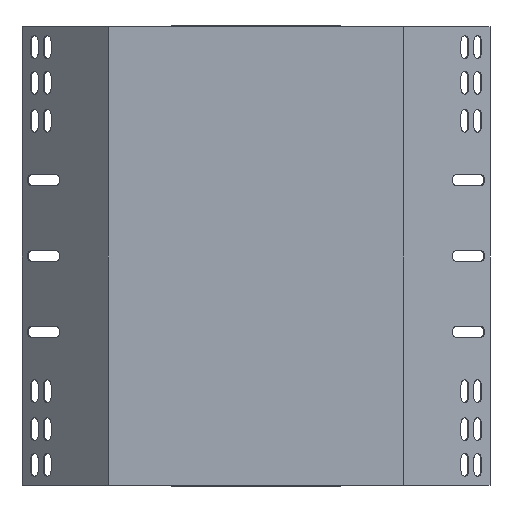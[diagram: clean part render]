
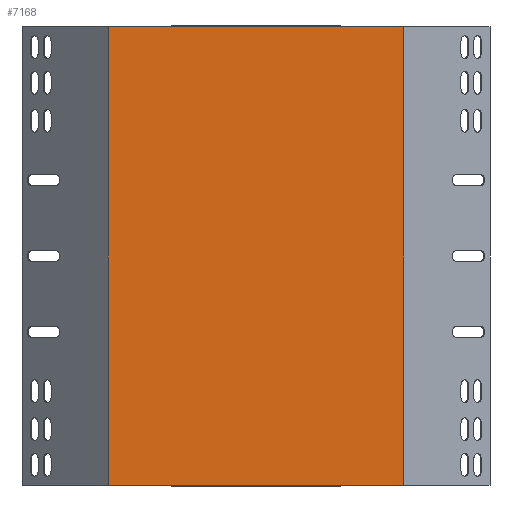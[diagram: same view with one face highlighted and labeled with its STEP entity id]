
A CAD part, front view. The second image highlights one B-rep face of the part: STEP entity #7168.
In plain terms, the highlighted planar face has unit normal (0, -1, 0).
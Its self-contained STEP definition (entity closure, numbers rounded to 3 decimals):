
#150 = VERTEX_POINT ( 'NONE', #8675 ) ;
#173 = ORIENTED_EDGE ( 'NONE', *, *, #2340, .F. ) ;
#327 = ORIENTED_EDGE ( 'NONE', *, *, #8073, .T. ) ;
#456 = EDGE_CURVE ( 'NONE', #150, #7094, #1420, .T. ) ;
#583 = FACE_OUTER_BOUND ( 'NONE', #4780, .T. ) ;
#1354 = CARTESIAN_POINT ( 'NONE',  ( -119.249, -23.927, -175.612 ) ) ;
#1383 = VECTOR ( 'NONE', #7936, 1000. ) ;
#1393 = DIRECTION ( 'NONE',  ( 0., 0., 1. ) ) ;
#1420 = LINE ( 'NONE', #7965, #1383 ) ;
#1828 = CARTESIAN_POINT ( 'NONE',  ( -119.249, -23.927, -175.8 ) ) ;
#2340 = EDGE_CURVE ( 'NONE', #6265, #150, #8054, .T. ) ;
#3939 = EDGE_CURVE ( 'NONE', #7854, #7094, #4508, .T. ) ;
#4043 = DIRECTION ( 'NONE',  ( 0., 0., 1. ) ) ;
#4213 = CARTESIAN_POINT ( 'NONE',  ( 75.013, -23.927, -175.612 ) ) ;
#4508 = LINE ( 'NONE', #4213, #4522 ) ;
#4522 = VECTOR ( 'NONE', #4043, 1000. ) ;
#4780 = EDGE_LOOP ( 'NONE', ( #327, #6156, #7596, #173 ) ) ;
#5053 = VECTOR ( 'NONE', #6666, 1000. ) ;
#5062 = LINE ( 'NONE', #6592, #5053 ) ;
#6003 = CARTESIAN_POINT ( 'NONE',  ( 75.013, -23.927, -175.8 ) ) ;
#6156 = ORIENTED_EDGE ( 'NONE', *, *, #3939, .T. ) ;
#6265 = VERTEX_POINT ( 'NONE', #1828 ) ;
#6592 = CARTESIAN_POINT ( 'NONE',  ( -120.153, -23.927, -175.8 ) ) ;
#6666 = DIRECTION ( 'NONE',  ( 1., 0., 0. ) ) ;
#7094 = VERTEX_POINT ( 'NONE', #8185 ) ;
#7168 = ADVANCED_FACE ( 'NONE', ( #583 ), #7753, .F. ) ;
#7512 = DIRECTION ( 'NONE',  ( 0., 0., 1. ) ) ;
#7529 = DIRECTION ( 'NONE',  ( 0., 1., 0. ) ) ;
#7590 = CARTESIAN_POINT ( 'NONE',  ( -118.918, -23.927, 125. ) ) ;
#7596 = ORIENTED_EDGE ( 'NONE', *, *, #456, .F. ) ;
#7753 = PLANE ( 'NONE',  #8015 ) ;
#7854 = VERTEX_POINT ( 'NONE', #6003 ) ;
#7936 = DIRECTION ( 'NONE',  ( 1., 0., 0. ) ) ;
#7965 = CARTESIAN_POINT ( 'NONE',  ( -120.153, -23.927, 125.8 ) ) ;
#7979 = VECTOR ( 'NONE', #1393, 1000. ) ;
#8015 = AXIS2_PLACEMENT_3D ( 'NONE', #7590, #7529, #7512 ) ;
#8054 = LINE ( 'NONE', #1354, #7979 ) ;
#8073 = EDGE_CURVE ( 'NONE', #6265, #7854, #5062, .T. ) ;
#8185 = CARTESIAN_POINT ( 'NONE',  ( 75.013, -23.927, 125.8 ) ) ;
#8675 = CARTESIAN_POINT ( 'NONE',  ( -119.249, -23.927, 125.8 ) ) ;
